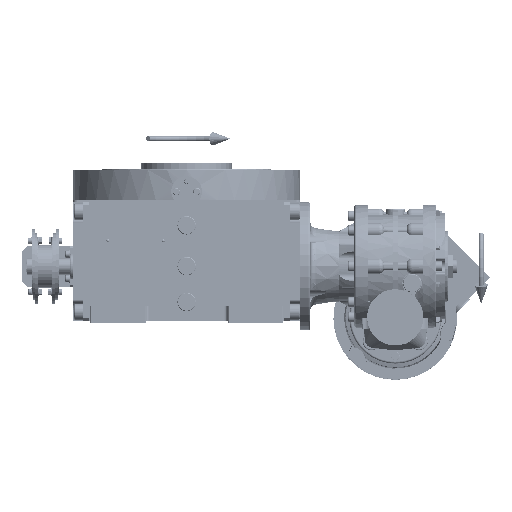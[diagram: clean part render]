
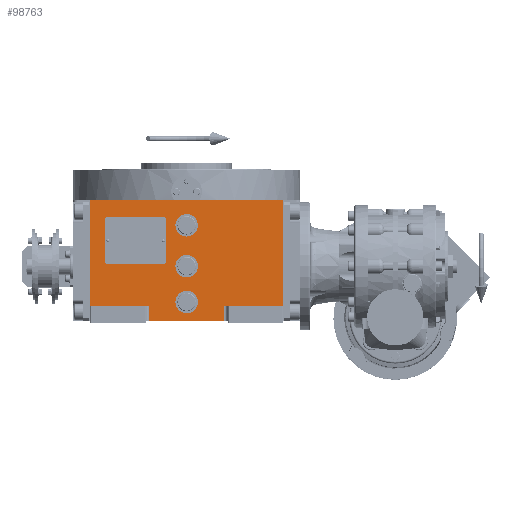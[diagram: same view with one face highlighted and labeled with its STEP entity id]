
A CAD part, top view. The second image highlights one B-rep face of the part: STEP entity #98763.
In plain terms, the highlighted planar face has unit normal (0, 0, 1).
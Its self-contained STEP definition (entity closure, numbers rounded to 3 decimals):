
#1612 = VERTEX_POINT ( 'NONE', #14393 ) ;
#4903 = EDGE_CURVE ( 'NONE', #71841, #1612, #56490, .T. ) ;
#5102 = DIRECTION ( 'NONE',  ( 1., 0., 0. ) ) ;
#5222 = DIRECTION ( 'NONE',  ( 1., 0., 0. ) ) ;
#5470 = DIRECTION ( 'NONE',  ( 0., 0., 1. ) ) ;
#5858 = CIRCLE ( 'NONE', #101090, 11. ) ;
#6755 = VERTEX_POINT ( 'NONE', #115810 ) ;
#8244 = DIRECTION ( 'NONE',  ( 1., 0., 0. ) ) ;
#8258 = CARTESIAN_POINT ( 'NONE',  ( 0., 0., 163.5 ) ) ;
#11288 = CARTESIAN_POINT ( 'NONE',  ( 37., -38.5, 163.5 ) ) ;
#11557 = DIRECTION ( 'NONE',  ( 1., 0., 0. ) ) ;
#13929 = EDGE_CURVE ( 'NONE', #109191, #51090, #28729, .T. ) ;
#14387 = VERTEX_POINT ( 'NONE', #25920 ) ;
#14393 = CARTESIAN_POINT ( 'NONE',  ( -37., -38.5, 163.5 ) ) ;
#15315 = ORIENTED_EDGE ( 'NONE', *, *, #70347, .F. ) ;
#16423 = EDGE_CURVE ( 'NONE', #109191, #14387, #124507, .T. ) ;
#19145 = DIRECTION ( 'NONE',  ( 0., 0., 1. ) ) ;
#20023 = DIRECTION ( 'NONE',  ( 0., 0., 1. ) ) ;
#23511 = AXIS2_PLACEMENT_3D ( 'NONE', #77248, #140709, #112679 ) ;
#24005 = VECTOR ( 'NONE', #11557, 1000. ) ;
#24162 = EDGE_CURVE ( 'NONE', #157704, #156617, #149974, .T. ) ;
#25533 = CARTESIAN_POINT ( 'NONE',  ( 11., -35., 163.5 ) ) ;
#25846 = VERTEX_POINT ( 'NONE', #162826 ) ;
#25920 = CARTESIAN_POINT ( 'NONE',  ( 94.5, -38.5, 163.5 ) ) ;
#28729 = LINE ( 'NONE', #11288, #45204 ) ;
#29201 = ORIENTED_EDGE ( 'NONE', *, *, #133377, .T. ) ;
#30478 = ORIENTED_EDGE ( 'NONE', *, *, #136979, .F. ) ;
#32415 = CARTESIAN_POINT ( 'NONE',  ( -94.5, 64.5, 163.5 ) ) ;
#35225 = CIRCLE ( 'NONE', #122117, 11. ) ;
#35948 = CARTESIAN_POINT ( 'NONE',  ( -11., -35., 163.5 ) ) ;
#42856 = VECTOR ( 'NONE', #47031, 1000. ) ;
#42858 = CIRCLE ( 'NONE', #141033, 11. ) ;
#43141 = EDGE_CURVE ( 'NONE', #160824, #51090, #83415, .T. ) ;
#45204 = VECTOR ( 'NONE', #118395, 1000. ) ;
#45797 = DIRECTION ( 'NONE',  ( 1., 0., 0. ) ) ;
#47031 = DIRECTION ( 'NONE',  ( 0., 1., 0. ) ) ;
#48660 = DIRECTION ( 'NONE',  ( 0., 1., 0. ) ) ;
#49438 = PLANE ( 'NONE',  #50879 ) ;
#49591 = ORIENTED_EDGE ( 'NONE', *, *, #4903, .T. ) ;
#50480 = ORIENTED_EDGE ( 'NONE', *, *, #152627, .F. ) ;
#50571 = CARTESIAN_POINT ( 'NONE',  ( -94.5, -38.5, 163.5 ) ) ;
#50879 = AXIS2_PLACEMENT_3D ( 'NONE', #74089, #117091, #8244 ) ;
#51090 = VERTEX_POINT ( 'NONE', #83857 ) ;
#54468 = CARTESIAN_POINT ( 'NONE',  ( -94.5, -38.5, 163.5 ) ) ;
#56490 = LINE ( 'NONE', #54468, #24005 ) ;
#57167 = CIRCLE ( 'NONE', #23511, 11. ) ;
#59250 = LINE ( 'NONE', #74177, #86826 ) ;
#63756 = LINE ( 'NONE', #50571, #84069 ) ;
#63859 = EDGE_LOOP ( 'NONE', ( #100471, #83819 ) ) ;
#64752 = DIRECTION ( 'NONE',  ( 0., 0., 1. ) ) ;
#67709 = VERTEX_POINT ( 'NONE', #163465 ) ;
#68298 = EDGE_CURVE ( 'NONE', #6755, #67709, #42858, .T. ) ;
#69328 = CARTESIAN_POINT ( 'NONE',  ( -37., -53.5, 163.5 ) ) ;
#70347 = EDGE_CURVE ( 'NONE', #134000, #94125, #104674, .T. ) ;
#71841 = VERTEX_POINT ( 'NONE', #136084 ) ;
#72623 = EDGE_CURVE ( 'NONE', #67709, #6755, #35225, .T. ) ;
#72670 = CARTESIAN_POINT ( 'NONE',  ( 37., -38.5, 163.5 ) ) ;
#74089 = CARTESIAN_POINT ( 'NONE',  ( -94.5, -53.5, 163.5 ) ) ;
#74177 = CARTESIAN_POINT ( 'NONE',  ( 94.5, -38.5, 163.5 ) ) ;
#74273 = AXIS2_PLACEMENT_3D ( 'NONE', #89408, #20023, #74457 ) ;
#74457 = DIRECTION ( 'NONE',  ( -1., 0., 0. ) ) ;
#77248 = CARTESIAN_POINT ( 'NONE',  ( 0., 0., 163.5 ) ) ;
#79142 = CARTESIAN_POINT ( 'NONE',  ( 11., 0., 163.5 ) ) ;
#81173 = CARTESIAN_POINT ( 'NONE',  ( -37., -53.5, 163.5 ) ) ;
#83415 = LINE ( 'NONE', #69328, #126571 ) ;
#83819 = ORIENTED_EDGE ( 'NONE', *, *, #24162, .F. ) ;
#83857 = CARTESIAN_POINT ( 'NONE',  ( 37., -53.5, 163.5 ) ) ;
#84069 = VECTOR ( 'NONE', #104157, 1000. ) ;
#86826 = VECTOR ( 'NONE', #48660, 1000. ) ;
#88512 = CARTESIAN_POINT ( 'NONE',  ( 0., -35., 163.5 ) ) ;
#89408 = CARTESIAN_POINT ( 'NONE',  ( 0., -35., 163.5 ) ) ;
#89915 = FACE_OUTER_BOUND ( 'NONE', #115062, .T. ) ;
#89930 = DIRECTION ( 'NONE',  ( 1., 0., 0. ) ) ;
#92129 = ORIENTED_EDGE ( 'NONE', *, *, #68298, .F. ) ;
#93734 = DIRECTION ( 'NONE',  ( -1., 0., 0. ) ) ;
#94125 = VERTEX_POINT ( 'NONE', #142055 ) ;
#98299 = VECTOR ( 'NONE', #5222, 1000. ) ;
#98763 = ADVANCED_FACE ( 'NONE', ( #149674, #163726, #156596, #89915 ), #49438, .T. ) ;
#100471 = ORIENTED_EDGE ( 'NONE', *, *, #108110, .F. ) ;
#101090 = AXIS2_PLACEMENT_3D ( 'NONE', #88512, #19145, #170137 ) ;
#102532 = EDGE_LOOP ( 'NONE', ( #164316, #92129 ) ) ;
#104157 = DIRECTION ( 'NONE',  ( 0., 1., 0. ) ) ;
#104674 = CIRCLE ( 'NONE', #132640, 11. ) ;
#108110 = EDGE_CURVE ( 'NONE', #156617, #157704, #5858, .T. ) ;
#109191 = VERTEX_POINT ( 'NONE', #123741 ) ;
#112679 = DIRECTION ( 'NONE',  ( -1., 0., 0. ) ) ;
#113274 = CARTESIAN_POINT ( 'NONE',  ( 94.5, 64.5, 163.5 ) ) ;
#113822 = LINE ( 'NONE', #156772, #42856 ) ;
#115062 = EDGE_LOOP ( 'NONE', ( #161042, #170158, #168720, #29201, #50480, #141288, #49591, #30478 ) ) ;
#115810 = CARTESIAN_POINT ( 'NONE',  ( -11., 40., 163.5 ) ) ;
#117091 = DIRECTION ( 'NONE',  ( 0., 0., 1. ) ) ;
#118395 = DIRECTION ( 'NONE',  ( 0., -1., 0. ) ) ;
#118544 = ORIENTED_EDGE ( 'NONE', *, *, #158805, .F. ) ;
#122117 = AXIS2_PLACEMENT_3D ( 'NONE', #147731, #5470, #45797 ) ;
#123741 = CARTESIAN_POINT ( 'NONE',  ( 37., -38.5, 163.5 ) ) ;
#124507 = LINE ( 'NONE', #72670, #160836 ) ;
#126571 = VECTOR ( 'NONE', #149236, 1000. ) ;
#131889 = EDGE_CURVE ( 'NONE', #71841, #25846, #63756, .T. ) ;
#132640 = AXIS2_PLACEMENT_3D ( 'NONE', #8258, #154867, #89930 ) ;
#133377 = EDGE_CURVE ( 'NONE', #14387, #143663, #59250, .T. ) ;
#134000 = VERTEX_POINT ( 'NONE', #79142 ) ;
#136084 = CARTESIAN_POINT ( 'NONE',  ( -94.5, -38.5, 163.5 ) ) ;
#136979 = EDGE_CURVE ( 'NONE', #160824, #1612, #113822, .T. ) ;
#140709 = DIRECTION ( 'NONE',  ( 0., 0., 1. ) ) ;
#141033 = AXIS2_PLACEMENT_3D ( 'NONE', #146373, #64752, #93734 ) ;
#141288 = ORIENTED_EDGE ( 'NONE', *, *, #131889, .F. ) ;
#142055 = CARTESIAN_POINT ( 'NONE',  ( -11., 0., 163.5 ) ) ;
#143663 = VERTEX_POINT ( 'NONE', #113274 ) ;
#146373 = CARTESIAN_POINT ( 'NONE',  ( 0., 40., 163.5 ) ) ;
#147731 = CARTESIAN_POINT ( 'NONE',  ( 0., 40., 163.5 ) ) ;
#149236 = DIRECTION ( 'NONE',  ( 1., 0., 0. ) ) ;
#149674 = FACE_BOUND ( 'NONE', #161470, .T. ) ;
#149974 = CIRCLE ( 'NONE', #74273, 11. ) ;
#150112 = LINE ( 'NONE', #32415, #98299 ) ;
#152627 = EDGE_CURVE ( 'NONE', #25846, #143663, #150112, .T. ) ;
#154867 = DIRECTION ( 'NONE',  ( 0., 0., 1. ) ) ;
#156596 = FACE_BOUND ( 'NONE', #102532, .T. ) ;
#156617 = VERTEX_POINT ( 'NONE', #25533 ) ;
#156772 = CARTESIAN_POINT ( 'NONE',  ( -37., -53.5, 163.5 ) ) ;
#157704 = VERTEX_POINT ( 'NONE', #35948 ) ;
#158805 = EDGE_CURVE ( 'NONE', #94125, #134000, #57167, .T. ) ;
#160824 = VERTEX_POINT ( 'NONE', #81173 ) ;
#160836 = VECTOR ( 'NONE', #5102, 1000. ) ;
#161042 = ORIENTED_EDGE ( 'NONE', *, *, #43141, .T. ) ;
#161470 = EDGE_LOOP ( 'NONE', ( #15315, #118544 ) ) ;
#162826 = CARTESIAN_POINT ( 'NONE',  ( -94.5, 64.5, 163.5 ) ) ;
#163465 = CARTESIAN_POINT ( 'NONE',  ( 11., 40., 163.5 ) ) ;
#163726 = FACE_BOUND ( 'NONE', #63859, .T. ) ;
#164316 = ORIENTED_EDGE ( 'NONE', *, *, #72623, .F. ) ;
#168720 = ORIENTED_EDGE ( 'NONE', *, *, #16423, .T. ) ;
#170137 = DIRECTION ( 'NONE',  ( 1., 0., 0. ) ) ;
#170158 = ORIENTED_EDGE ( 'NONE', *, *, #13929, .F. ) ;
